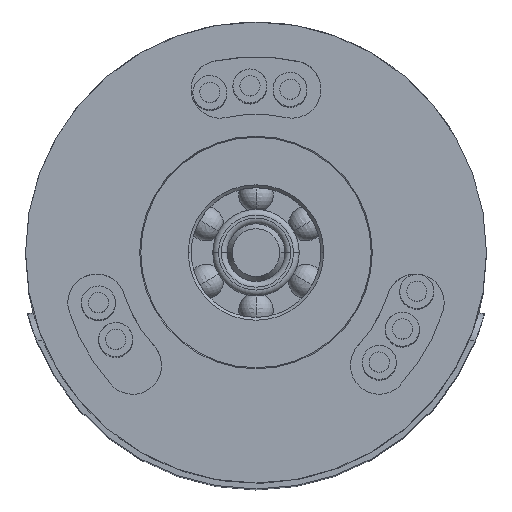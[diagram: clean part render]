
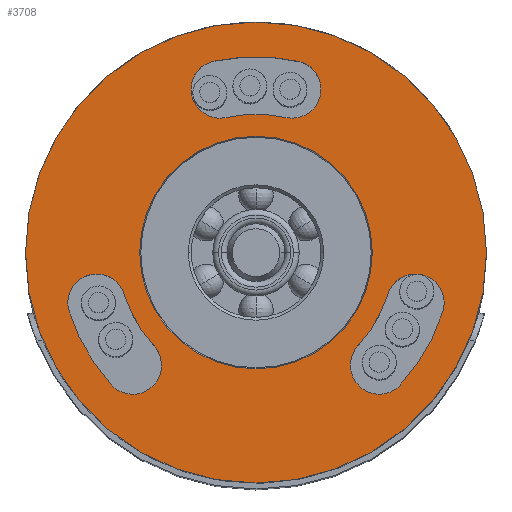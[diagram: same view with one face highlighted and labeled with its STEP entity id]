
A CAD part, top view. The second image highlights one B-rep face of the part: STEP entity #3708.
In plain terms, the highlighted planar face has unit normal (0, 0, 1).
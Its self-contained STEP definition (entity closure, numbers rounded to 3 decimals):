
#769=CARTESIAN_POINT('',(0.,0.,25.8));
#770=DIRECTION('',(0.,0.,-1.));
#771=DIRECTION('',(1.,0.,0.));
#772=AXIS2_PLACEMENT_3D('',#769,#770,#771);
#774=CARTESIAN_POINT('',(0.,0.,25.8));
#775=DIRECTION('',(0.,0.,-1.));
#776=DIRECTION('',(-1.,0.,0.));
#777=AXIS2_PLACEMENT_3D('',#774,#775,#776);
#779=CARTESIAN_POINT('',(0.,0.,25.8));
#780=DIRECTION('',(0.,0.,1.));
#781=DIRECTION('',(-0.956,-0.293,0.));
#782=AXIS2_PLACEMENT_3D('',#779,#780,#781);
#784=CARTESIAN_POINT('',(0.,0.,25.8));
#785=DIRECTION('',(0.,0.,-1.));
#786=DIRECTION('',(-0.737,-0.676,0.));
#787=AXIS2_PLACEMENT_3D('',#784,#785,#786);
#789=CARTESIAN_POINT('',(-5.532,-1.744,25.8));
#790=DIRECTION('',(0.,0.,1.));
#791=DIRECTION('',(0.954,0.301,0.));
#792=AXIS2_PLACEMENT_3D('',#789,#790,#791);
#794=CARTESIAN_POINT('',(0.,0.,25.8));
#795=DIRECTION('',(0.,0.,1.));
#796=DIRECTION('',(0.732,-0.681,0.));
#797=AXIS2_PLACEMENT_3D('',#794,#795,#796);
#799=CARTESIAN_POINT('',(0.,0.,25.8));
#800=DIRECTION('',(0.,0.,-1.));
#801=DIRECTION('',(0.954,-0.301,0.));
#802=AXIS2_PLACEMENT_3D('',#799,#800,#801);
#804=CARTESIAN_POINT('',(4.276,-3.918,25.8));
#805=DIRECTION('',(0.,0.,1.));
#806=DIRECTION('',(-0.737,0.676,0.));
#807=AXIS2_PLACEMENT_3D('',#804,#805,#806);
#809=CARTESIAN_POINT('',(0.,0.,25.8));
#810=DIRECTION('',(0.,0.,1.));
#811=DIRECTION('',(1.,0.,0.));
#812=AXIS2_PLACEMENT_3D('',#809,#810,#811);
#814=CARTESIAN_POINT('',(0.,0.,25.8));
#815=DIRECTION('',(0.,0.,1.));
#816=DIRECTION('',(-1.,0.,0.));
#817=AXIS2_PLACEMENT_3D('',#814,#815,#816);
#819=CARTESIAN_POINT('',(0.,0.,25.8));
#820=DIRECTION('',(0.,0.,1.));
#821=DIRECTION('',(0.224,0.975,0.));
#822=AXIS2_PLACEMENT_3D('',#819,#820,#821);
#824=CARTESIAN_POINT('',(0.,0.,25.8));
#825=DIRECTION('',(0.,0.,-1.));
#826=DIRECTION('',(-0.216,0.976,0.));
#827=AXIS2_PLACEMENT_3D('',#824,#825,#826);
#829=CARTESIAN_POINT('',(1.255,5.663,25.8));
#830=DIRECTION('',(0.,0.,1.));
#831=DIRECTION('',(-0.216,-0.976,0.));
#832=AXIS2_PLACEMENT_3D('',#829,#830,#831);
#1742=CARTESIAN_POINT('',(-4.276,-3.918,25.8));
#1743=DIRECTION('',(0.,0.,-1.));
#1744=DIRECTION('',(0.737,0.676,0.));
#1745=AXIS2_PLACEMENT_3D('',#1742,#1743,#1744);
#1783=CARTESIAN_POINT('',(5.532,-1.744,25.8));
#1784=DIRECTION('',(0.,0.,-1.));
#1785=DIRECTION('',(-0.954,0.301,0.));
#1786=AXIS2_PLACEMENT_3D('',#1783,#1784,#1785);
#1837=CARTESIAN_POINT('',(-1.255,5.663,25.8));
#1838=DIRECTION('',(0.,0.,-1.));
#1839=DIRECTION('',(0.216,-0.976,0.));
#1840=AXIS2_PLACEMENT_3D('',#1837,#1838,#1839);
#2276=CARTESIAN_POINT('',(8.,0.,25.8));
#2277=CARTESIAN_POINT('',(-8.,0.,25.8));
#2278=VERTEX_POINT('',#2276);
#2279=VERTEX_POINT('',#2277);
#2280=CARTESIAN_POINT('',(-6.5,-1.992,25.8));
#2281=CARTESIAN_POINT('',(-5.049,-4.553,25.8));
#2282=VERTEX_POINT('',#2280);
#2283=VERTEX_POINT('',#2281);
#2284=CARTESIAN_POINT('',(-3.539,-3.243,25.8));
#2285=CARTESIAN_POINT('',(-4.578,-1.443,25.8));
#2286=VERTEX_POINT('',#2284);
#2287=VERTEX_POINT('',#2285);
#2288=CARTESIAN_POINT('',(4.976,-4.633,25.8));
#2289=CARTESIAN_POINT('',(6.467,-2.096,25.8));
#2290=VERTEX_POINT('',#2288);
#2291=VERTEX_POINT('',#2289);
#2292=CARTESIAN_POINT('',(4.578,-1.443,25.8));
#2293=CARTESIAN_POINT('',(3.539,-3.243,25.8));
#2294=VERTEX_POINT('',#2292);
#2295=VERTEX_POINT('',#2293);
#2296=CARTESIAN_POINT('',(4.036,0.,25.8));
#2297=CARTESIAN_POINT('',(-4.036,0.,25.8));
#2298=VERTEX_POINT('',#2296);
#2299=VERTEX_POINT('',#2297);
#2300=CARTESIAN_POINT('',(1.525,6.626,25.8));
#2301=CARTESIAN_POINT('',(-1.418,6.649,25.8));
#2302=VERTEX_POINT('',#2300);
#2303=VERTEX_POINT('',#2301);
#2304=CARTESIAN_POINT('',(-1.039,4.686,25.8));
#2305=CARTESIAN_POINT('',(1.039,4.686,25.8));
#2306=VERTEX_POINT('',#2304);
#2307=VERTEX_POINT('',#2305);
#3662=CARTESIAN_POINT('',(0.,0.,25.8));
#3663=DIRECTION('',(0.,0.,1.));
#3664=DIRECTION('',(-1.,0.,0.));
#3665=AXIS2_PLACEMENT_3D('',#3662,#3663,#3664);
#3666=PLANE('',#3665);
#3668=ORIENTED_EDGE('',*,*,#3667,.T.);
#3670=ORIENTED_EDGE('',*,*,#3669,.T.);
#3671=EDGE_LOOP('',(#3668,#3670));
#3672=FACE_OUTER_BOUND('',#3671,.F.);
#3674=ORIENTED_EDGE('',*,*,#3673,.T.);
#3676=ORIENTED_EDGE('',*,*,#3675,.F.);
#3678=ORIENTED_EDGE('',*,*,#3677,.T.);
#3680=ORIENTED_EDGE('',*,*,#3679,.T.);
#3681=EDGE_LOOP('',(#3674,#3676,#3678,#3680));
#3682=FACE_BOUND('',#3681,.F.);
#3684=ORIENTED_EDGE('',*,*,#3683,.T.);
#3686=ORIENTED_EDGE('',*,*,#3685,.F.);
#3688=ORIENTED_EDGE('',*,*,#3687,.T.);
#3690=ORIENTED_EDGE('',*,*,#3689,.T.);
#3691=EDGE_LOOP('',(#3684,#3686,#3688,#3690));
#3692=FACE_BOUND('',#3691,.F.);
#3693=ORIENTED_EDGE('',*,*,#3652,.T.);
#3695=ORIENTED_EDGE('',*,*,#3694,.T.);
#3696=EDGE_LOOP('',(#3693,#3695));
#3697=FACE_BOUND('',#3696,.F.);
#3699=ORIENTED_EDGE('',*,*,#3698,.T.);
#3701=ORIENTED_EDGE('',*,*,#3700,.F.);
#3703=ORIENTED_EDGE('',*,*,#3702,.T.);
#3705=ORIENTED_EDGE('',*,*,#3704,.T.);
#3706=EDGE_LOOP('',(#3699,#3701,#3703,#3705));
#3707=FACE_BOUND('',#3706,.F.);
#3708=ADVANCED_FACE('',(#3672,#3682,#3692,#3697,#3707),#3666,.T.);
#773=CIRCLE('',#772,8.);
#778=CIRCLE('',#777,8.);
#783=CIRCLE('',#782,6.799);
#788=CIRCLE('',#787,4.8);
#793=CIRCLE('',#792,1.);
#798=CIRCLE('',#797,6.799);
#803=CIRCLE('',#802,4.8);
#808=CIRCLE('',#807,1.);
#813=CIRCLE('',#812,4.036);
#818=CIRCLE('',#817,4.036);
#823=CIRCLE('',#822,6.799);
#828=CIRCLE('',#827,4.8);
#833=CIRCLE('',#832,1.);
#1746=CIRCLE('',#1745,1.);
#1787=CIRCLE('',#1786,1.);
#1841=CIRCLE('',#1840,1.);
#3652=EDGE_CURVE('',#2298,#2299,#813,.T.);
#3667=EDGE_CURVE('',#2278,#2279,#773,.T.);
#3669=EDGE_CURVE('',#2279,#2278,#778,.T.);
#3673=EDGE_CURVE('',#2282,#2283,#783,.T.);
#3675=EDGE_CURVE('',#2286,#2283,#1746,.T.);
#3677=EDGE_CURVE('',#2286,#2287,#788,.T.);
#3679=EDGE_CURVE('',#2287,#2282,#793,.T.);
#3683=EDGE_CURVE('',#2290,#2291,#798,.T.);
#3685=EDGE_CURVE('',#2294,#2291,#1787,.T.);
#3687=EDGE_CURVE('',#2294,#2295,#803,.T.);
#3689=EDGE_CURVE('',#2295,#2290,#808,.T.);
#3694=EDGE_CURVE('',#2299,#2298,#818,.T.);
#3698=EDGE_CURVE('',#2302,#2303,#823,.T.);
#3700=EDGE_CURVE('',#2306,#2303,#1841,.T.);
#3702=EDGE_CURVE('',#2306,#2307,#828,.T.);
#3704=EDGE_CURVE('',#2307,#2302,#833,.T.);
